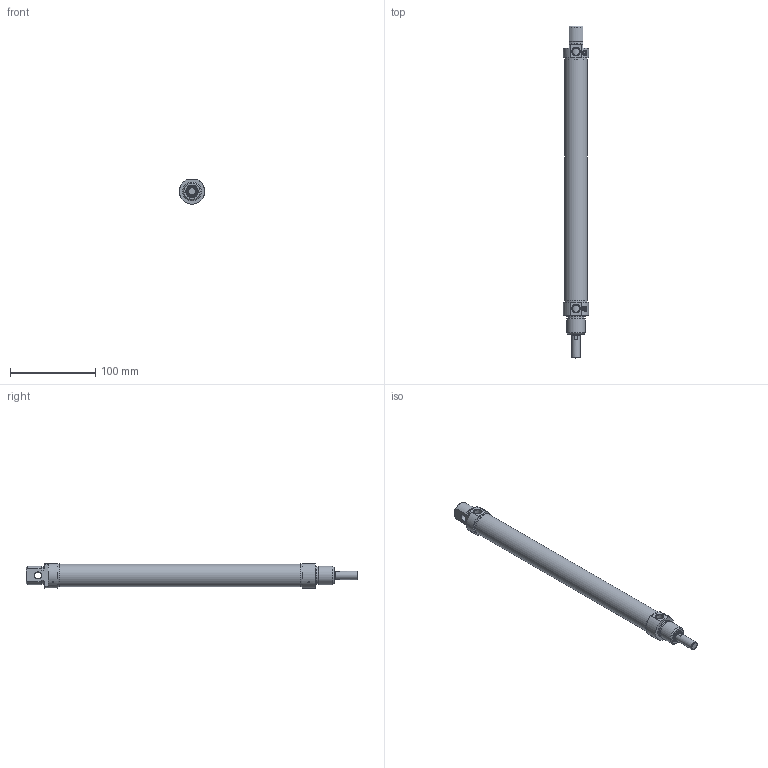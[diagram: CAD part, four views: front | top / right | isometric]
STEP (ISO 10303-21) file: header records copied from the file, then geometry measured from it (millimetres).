
FILE_DESCRIPTION((''),'2;1');
FILE_NAME('ODM025.250.GS.MW.stp','2014-12-23T16:27:35',('carlo.corazza'),(''),'Autodesk Inventor 2012','Autodesk Inventor 2012','');
FILE_SCHEMA(('AUTOMOTIVE_DESIGN { 1 0 10303 214 1 1 1 1 }'));
Length unit declared in the file: millimetre
Products named in the file (5): ODM025..GS.MW; CORPO-250; STELO-250; TA; TP
Assembly tree (4 placements, depth 2):
  ODM025..GS.MW
    CORPO-250
    STELO-250
    TA
    TP
Bounding box: 30 x 390 x 28.45 mm (x, y, z)
Volume: 76329.2 mm3; surface area: 69808.7 mm2
Topology: 6 solids, 10 shells, 210 faces, 449 edges, 279 vertices
Faces by surface type: plane 71, cylinder 62, cone 49, torus 17, revolution 8, sphere 2, bspline 1
Full cylindrical faces by diameter (mm): 1.75 x2, 1.8 x4, 2 x2, 2.2 x4, 2.459 x2, 3.4 x4, 3.5 x4, 8 x2, 8.5 x1, 8.566 x4, 9.9 x1, 10 x1, 10.5 x2, 11.1 x1, 12 x1, 14 x1, 14.1 x1, 16.1 x1, 16.2 x1, 19.7 x1, 22 x2, 25 x1, 26.5 x1, 27 x2
Entity records: 5856 total; most frequent: CARTESIAN_POINT 1461, DIRECTION 904, ORIENTED_EDGE 622, AXIS2_PLACEMENT_3D 412, EDGE_LOOP 351, EDGE_CURVE 311, VERTEX_POINT 244, STYLED_ITEM 214
